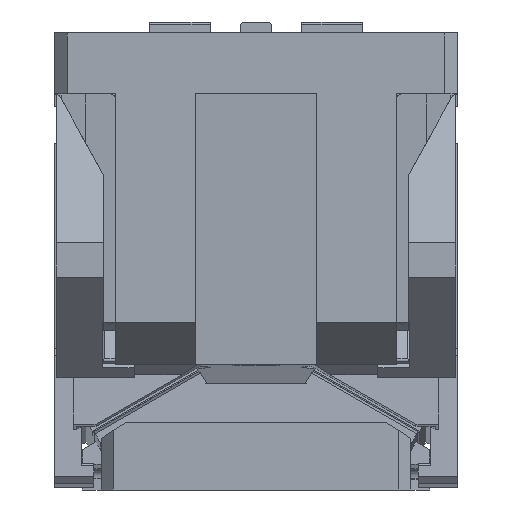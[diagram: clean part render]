
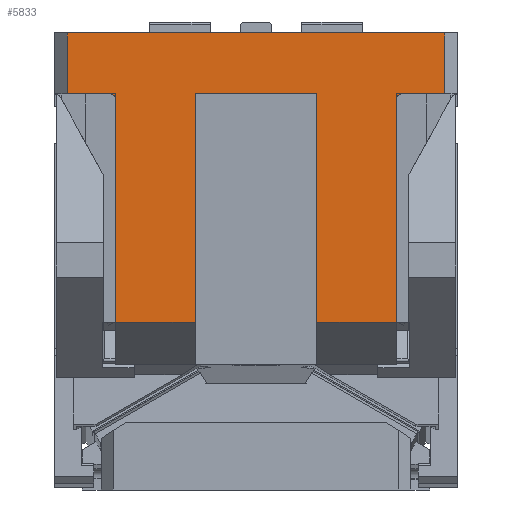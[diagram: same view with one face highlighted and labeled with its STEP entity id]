
A CAD part, left-side view. The second image highlights one B-rep face of the part: STEP entity #5833.
In plain terms, the highlighted planar face has unit normal (-1, 0, 0).
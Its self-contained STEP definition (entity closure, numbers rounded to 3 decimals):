
#2809=CARTESIAN_POINT('Vertex',(-415.,-155.,185.)) ;
#2812=CARTESIAN_POINT('Line Origine',(-415.,-155.,160.)) ;
#2816=CARTESIAN_POINT('Vertex',(-415.,-155.,135.)) ;
#2852=CARTESIAN_POINT('Vertex',(-415.,-120.,135.)) ;
#2880=CARTESIAN_POINT('Axis2P3D Location',(-415.,-120.,130.)) ;
#2884=CARTESIAN_POINT('Vertex',(-415.,-115.,130.)) ;
#2965=CARTESIAN_POINT('Line Origine',(-415.,-50.,41.407)) ;
#2969=CARTESIAN_POINT('Vertex',(-415.,-50.,135.)) ;
#2971=CARTESIAN_POINT('Vertex',(-415.,-50.,-52.186)) ;
#3005=CARTESIAN_POINT('Line Origine',(-415.,0.,135.)) ;
#3009=CARTESIAN_POINT('Vertex',(-415.,50.,135.)) ;
#3064=CARTESIAN_POINT('Line Origine',(-415.,50.,41.407)) ;
#3068=CARTESIAN_POINT('Vertex',(-415.,50.,-52.186)) ;
#3099=CARTESIAN_POINT('Vertex',(-415.,120.,135.)) ;
#3131=CARTESIAN_POINT('Vertex',(-415.,115.,130.)) ;
#3134=CARTESIAN_POINT('Axis2P3D Location',(-415.,120.,130.)) ;
#3279=CARTESIAN_POINT('Vertex',(-415.,155.,185.)) ;
#3293=CARTESIAN_POINT('Vertex',(-415.,155.,135.)) ;
#3296=CARTESIAN_POINT('Line Origine',(-415.,155.,160.)) ;
#5547=CARTESIAN_POINT('Vertex',(-415.,115.,-52.186)) ;
#5550=CARTESIAN_POINT('Line Origine',(-415.,115.,38.907)) ;
#5760=CARTESIAN_POINT('Line Origine',(-415.,137.5,135.)) ;
#5785=CARTESIAN_POINT('Axis2P3D Location',(-415.,-165.,135.)) ;
#5790=CARTESIAN_POINT('Line Origine',(-415.,82.5,-52.186)) ;
#5795=CARTESIAN_POINT('Line Origine',(-415.,-82.5,-52.186)) ;
#5799=CARTESIAN_POINT('Vertex',(-415.,-115.,-52.186)) ;
#5802=CARTESIAN_POINT('Line Origine',(-415.,-115.,38.907)) ;
#5807=CARTESIAN_POINT('Line Origine',(-415.,-137.5,135.)) ;
#5812=CARTESIAN_POINT('Line Origine',(-415.,0.,185.)) ;
#2813=DIRECTION('Vector Direction',(0.,0.,1.)) ;
#2881=DIRECTION('Axis2P3D Direction',(1.,0.,0.)) ;
#2966=DIRECTION('Vector Direction',(0.,0.,-1.)) ;
#3006=DIRECTION('Vector Direction',(0.,1.,0.)) ;
#3065=DIRECTION('Vector Direction',(0.,0.,-1.)) ;
#3135=DIRECTION('Axis2P3D Direction',(-1.,0.,0.)) ;
#3297=DIRECTION('Vector Direction',(0.,0.,-1.)) ;
#5551=DIRECTION('Vector Direction',(0.,0.,-1.)) ;
#5761=DIRECTION('Vector Direction',(0.,1.,0.)) ;
#5786=DIRECTION('Axis2P3D Direction',(1.,0.,0.)) ;
#5787=DIRECTION('Axis2P3D XDirection',(0.,0.,1.)) ;
#5791=DIRECTION('Vector Direction',(0.,1.,0.)) ;
#5796=DIRECTION('Vector Direction',(0.,1.,0.)) ;
#5803=DIRECTION('Vector Direction',(0.,0.,-1.)) ;
#5808=DIRECTION('Vector Direction',(0.,1.,0.)) ;
#5813=DIRECTION('Vector Direction',(0.,1.,0.)) ;
#2882=AXIS2_PLACEMENT_3D('Circle Axis2P3D',#2880,#2881,$) ;
#3136=AXIS2_PLACEMENT_3D('Circle Axis2P3D',#3134,#3135,$) ;
#5788=AXIS2_PLACEMENT_3D('Plane Axis2P3D',#5785,#5786,#5787) ;
#5818=ORIENTED_EDGE('',*,*,#5554,.T.) ;
#5819=ORIENTED_EDGE('',*,*,#5794,.T.) ;
#5820=ORIENTED_EDGE('',*,*,#3070,.F.) ;
#5821=ORIENTED_EDGE('',*,*,#3011,.F.) ;
#5822=ORIENTED_EDGE('',*,*,#2973,.T.) ;
#5823=ORIENTED_EDGE('',*,*,#5801,.T.) ;
#5824=ORIENTED_EDGE('',*,*,#5806,.F.) ;
#5825=ORIENTED_EDGE('',*,*,#2886,.T.) ;
#5826=ORIENTED_EDGE('',*,*,#5811,.F.) ;
#5827=ORIENTED_EDGE('',*,*,#2818,.T.) ;
#5828=ORIENTED_EDGE('',*,*,#5816,.T.) ;
#5829=ORIENTED_EDGE('',*,*,#3300,.T.) ;
#5830=ORIENTED_EDGE('',*,*,#5764,.F.) ;
#5831=ORIENTED_EDGE('',*,*,#3138,.T.) ;
#2814=VECTOR('Line Direction',#2813,1.) ;
#2967=VECTOR('Line Direction',#2966,1.) ;
#3007=VECTOR('Line Direction',#3006,1.) ;
#3066=VECTOR('Line Direction',#3065,1.) ;
#3298=VECTOR('Line Direction',#3297,1.) ;
#5552=VECTOR('Line Direction',#5551,1.) ;
#5762=VECTOR('Line Direction',#5761,1.) ;
#5792=VECTOR('Line Direction',#5791,1.) ;
#5797=VECTOR('Line Direction',#5796,1.) ;
#5804=VECTOR('Line Direction',#5803,1.) ;
#5809=VECTOR('Line Direction',#5808,1.) ;
#5814=VECTOR('Line Direction',#5813,1.) ;
#5833=ADVANCED_FACE('CAM HOLDER',(#5832),#5789,.F.) ;
#2883=CIRCLE('generated circle',#2882,5.) ;
#3137=CIRCLE('generated circle',#3136,5.) ;
#2818=EDGE_CURVE('',#2817,#2810,#2815,.T.) ;
#2886=EDGE_CURVE('',#2885,#2853,#2883,.T.) ;
#2973=EDGE_CURVE('',#2970,#2972,#2968,.T.) ;
#3011=EDGE_CURVE('',#2970,#3010,#3008,.T.) ;
#3070=EDGE_CURVE('',#3010,#3069,#3067,.T.) ;
#3138=EDGE_CURVE('',#3100,#3132,#3137,.F.) ;
#3300=EDGE_CURVE('',#3280,#3294,#3299,.T.) ;
#5554=EDGE_CURVE('',#3132,#5548,#5553,.T.) ;
#5764=EDGE_CURVE('',#3100,#3294,#5763,.T.) ;
#5794=EDGE_CURVE('',#5548,#3069,#5793,.F.) ;
#5801=EDGE_CURVE('',#2972,#5800,#5798,.F.) ;
#5806=EDGE_CURVE('',#2885,#5800,#5805,.T.) ;
#5811=EDGE_CURVE('',#2817,#2853,#5810,.T.) ;
#5816=EDGE_CURVE('',#2810,#3280,#5815,.T.) ;
#5817=EDGE_LOOP('',(#5818,#5819,#5820,#5821,#5822,#5823,#5824,#5825,#5826,#5827,#5828,#5829,#5830,#5831)) ;
#5832=FACE_OUTER_BOUND('',#5817,.T.) ;
#2815=LINE('Line',#2812,#2814) ;
#2968=LINE('Line',#2965,#2967) ;
#3008=LINE('Line',#3005,#3007) ;
#3067=LINE('Line',#3064,#3066) ;
#3299=LINE('Line',#3296,#3298) ;
#5553=LINE('Line',#5550,#5552) ;
#5763=LINE('Line',#5760,#5762) ;
#5793=LINE('Line',#5790,#5792) ;
#5798=LINE('Line',#5795,#5797) ;
#5805=LINE('Line',#5802,#5804) ;
#5810=LINE('Line',#5807,#5809) ;
#5815=LINE('Line',#5812,#5814) ;
#5789=PLANE('Plane',#5788) ;
#2810=VERTEX_POINT('',#2809) ;
#2817=VERTEX_POINT('',#2816) ;
#2853=VERTEX_POINT('',#2852) ;
#2885=VERTEX_POINT('',#2884) ;
#2970=VERTEX_POINT('',#2969) ;
#2972=VERTEX_POINT('',#2971) ;
#3010=VERTEX_POINT('',#3009) ;
#3069=VERTEX_POINT('',#3068) ;
#3100=VERTEX_POINT('',#3099) ;
#3132=VERTEX_POINT('',#3131) ;
#3280=VERTEX_POINT('',#3279) ;
#3294=VERTEX_POINT('',#3293) ;
#5548=VERTEX_POINT('',#5547) ;
#5800=VERTEX_POINT('',#5799) ;
